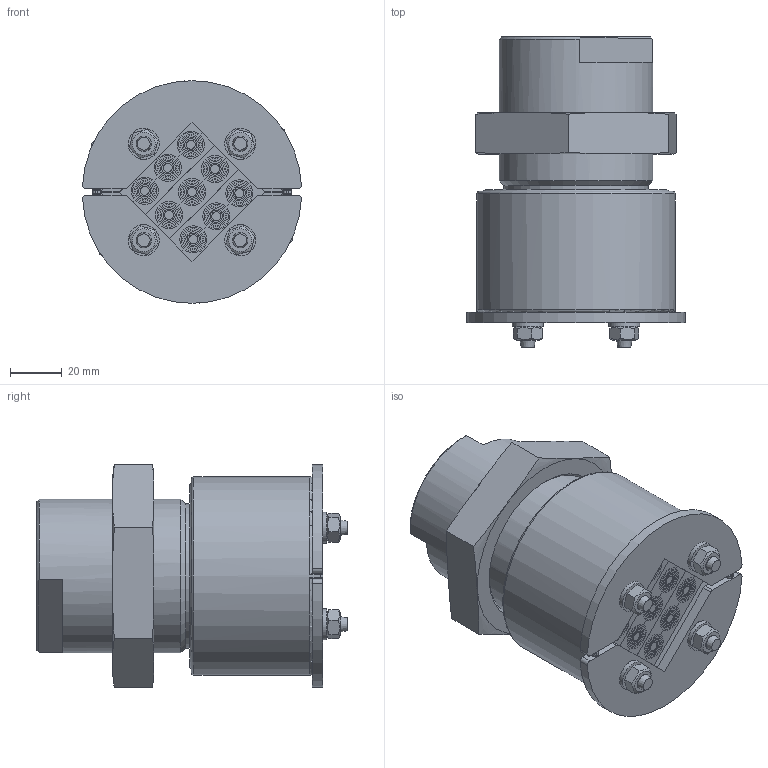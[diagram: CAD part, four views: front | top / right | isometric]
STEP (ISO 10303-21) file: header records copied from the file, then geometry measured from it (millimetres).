
FILE_DESCRIPTION(/* description */ (''),/* implementation_level */ '2;1');
FILE_NAME(/* name */ '100-211124_10_9_b.stp',/* time_stamp */ '2022-10-24T10:02:31+02:00',/* author */ ('se-danstr'),/* organization */ (''),/* preprocessor_version */ 'ST-DEVELOPER v18.1',/* originating_system */ 'Autodesk Inventor 2021',/* authorisation */ '');
FILE_SCHEMA (('AUTOMOTIVE_DESIGN { 1 0 10303 214 3 1 1 }'));
Length unit declared in the file: millimetre
Products named in the file (20): 100-211124; 100-211102; 100-211049; 100-062237 C R 70; ISO 4032 - M6; ISO 7089 - 6 - 140 HV; DIN 603 - M6 x 50; 100-003448; 100-061515 R70; 100-061514 R70; 100-078267; 100-005026; 100-005027; 100-005030; 100-005027_1; 100-005030_1; 100-005029; 100-005028; 100-193003; 100-212634
Assembly tree (45 placements, depth 5):
  100-211124
    100-211102
    100-211049
      100-062237 C R 70  x4
      ISO 4032 - M6  x4
      ISO 7089 - 6 - 140 HV  x4
      DIN 603 - M6 x 50  x4
      100-003448  x4
      100-061515 R70  x2
      100-061514 R70  x2
    100-078267  x3
      100-005026
        100-005027
          100-005030
          100-005029  x3
        100-005027_1
          100-005030_1
          100-005029  x3
        100-005028  x3
    100-193003
    100-212634
Bounding box: 84.9 x 120.5 x 86.41 mm (x, y, z)
Volume: 353901.5 mm3; surface area: 218616.7 mm2
Topology: 150 solids, 150 shells, 1154 faces, 2507 edges, 1648 vertices
Faces by surface type: plane 701, cylinder 349, cone 41, torus 41, sphere 14, bspline 8
Full cylindrical faces by diameter (mm): 3.5 x9, 4.917 x4, 6 x8, 6.4 x4, 9.3 x9, 12 x4, 16.5 x4, 16.55 x4, 56 x1, 59.614 x2, 66 x1, 71 x2, 73 x2, 77 x1
Entity records: 10185 total; most frequent: CARTESIAN_POINT 2378, DIRECTION 1602, ORIENTED_EDGE 1424, EDGE_CURVE 712, AXIS2_PLACEMENT_3D 651, VERTEX_POINT 461, CIRCLE 312, EDGE_LOOP 307
